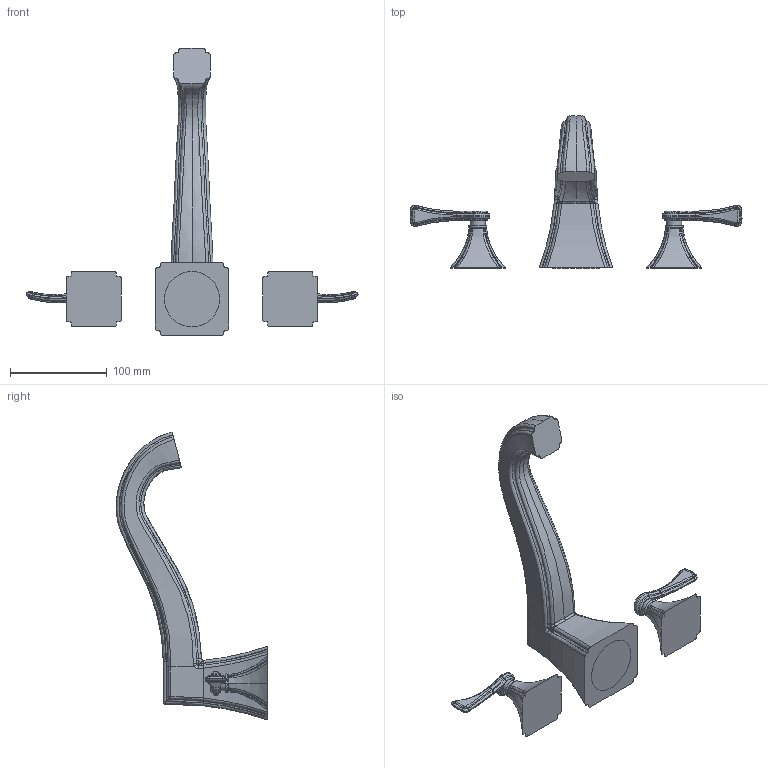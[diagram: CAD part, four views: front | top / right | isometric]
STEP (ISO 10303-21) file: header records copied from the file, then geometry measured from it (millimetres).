
FILE_DESCRIPTION((''),'2;1');
FILE_NAME('2536_WEB','2011-07-05T',('pnmurthy'),(''),'PRO/ENGINEER BY PARAMETRIC TECHNOLOGY CORPORATION, 2009300','PRO/ENGINEER BY PARAMETRIC TECHNOLOGY CORPORATION, 2009300','');
FILE_SCHEMA(('CONFIG_CONTROL_DESIGN'));
Length unit declared in the file: inch
Products named in the file (1): 2536_WEB
Bounding box: 343.43 x 156.91 x 297.81 mm (x, y, z)
Surface area: 89377 mm2 (no closed solid volume)
Topology: 0 solids, 10 shells, 405 faces, 997 edges, 593 vertices
Faces by surface type: bspline 314, cylinder 39, torus 36, plane 12, sphere 4
Entity records: 28525 total; most frequent: CARTESIAN_POINT 21272, ORIENTED_EDGE 1912, EDGE_CURVE 993, DIRECTION 858, B_SPLINE_CURVE_WITH_KNOTS 608, VERTEX_POINT 593, EDGE_LOOP 405, FACE_OUTER_BOUND 405
